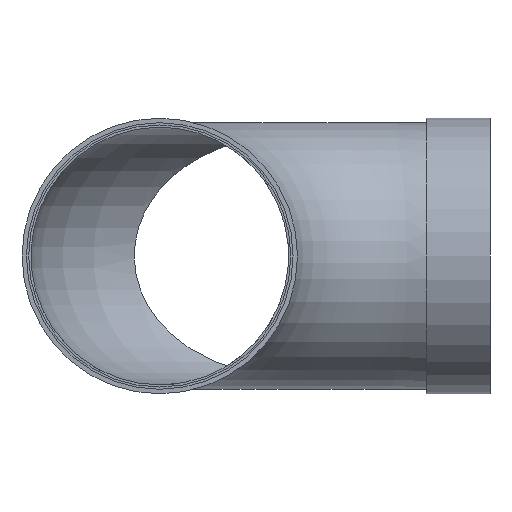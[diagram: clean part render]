
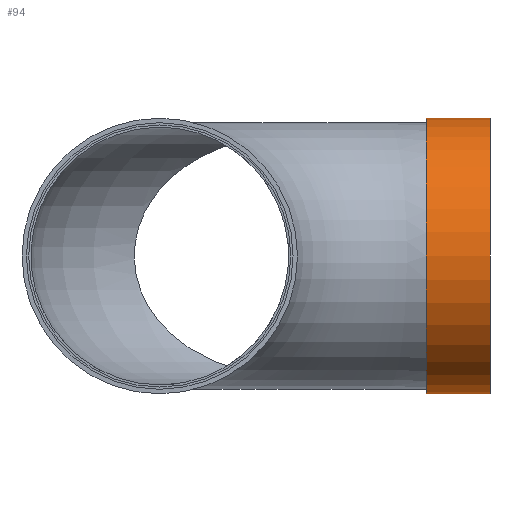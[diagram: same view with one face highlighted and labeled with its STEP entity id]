
A CAD part, left-side view. The second image highlights one B-rep face of the part: STEP entity #94.
In plain terms, the highlighted cylindrical face has radius 93 mm (diameter 186 mm), a full revolution.
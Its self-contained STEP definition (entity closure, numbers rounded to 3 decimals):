
#94 = ADVANCED_FACE( '', ( #195, #196 ), #197, .T. );
#195 = FACE_OUTER_BOUND( '', #301, .T. );
#196 = FACE_OUTER_BOUND( '', #302, .T. );
#197 = CYLINDRICAL_SURFACE( '', #303, 93. );
#301 = EDGE_LOOP( '', ( #425 ) );
#302 = EDGE_LOOP( '', ( #426 ) );
#303 = AXIS2_PLACEMENT_3D( '', #427, #428, #429 );
#425 = ORIENTED_EDGE( '', *, *, #505, .T. );
#426 = ORIENTED_EDGE( '', *, *, #510, .F. );
#427 = CARTESIAN_POINT( '', ( 0., 0., 0. ) );
#428 = DIRECTION( '', ( 0., 1., 0. ) );
#429 = DIRECTION( '', ( 0., 0., -1. ) );
#505 = EDGE_CURVE( '', #563, #563, #564, .T. );
#510 = EDGE_CURVE( '', #571, #571, #572, .T. );
#563 = VERTEX_POINT( '', #912 );
#564 = CIRCLE( '', #913, 93. );
#571 = VERTEX_POINT( '', #920 );
#572 = CIRCLE( '', #921, 93. );
#912 = CARTESIAN_POINT( '', ( 0., 43., -93. ) );
#913 = AXIS2_PLACEMENT_3D( '', #1612, #1613, #1614 );
#920 = CARTESIAN_POINT( '', ( 0., 0., -93. ) );
#921 = AXIS2_PLACEMENT_3D( '', #1621, #1622, #1623 );
#1612 = CARTESIAN_POINT( '', ( 0., 43., 0. ) );
#1613 = DIRECTION( '', ( 0., -1., 0. ) );
#1614 = DIRECTION( '', ( 0., 0., -1. ) );
#1621 = CARTESIAN_POINT( '', ( 0., 0., 0. ) );
#1622 = DIRECTION( '', ( 0., -1., 0. ) );
#1623 = DIRECTION( '', ( 0., 0., -1. ) );
